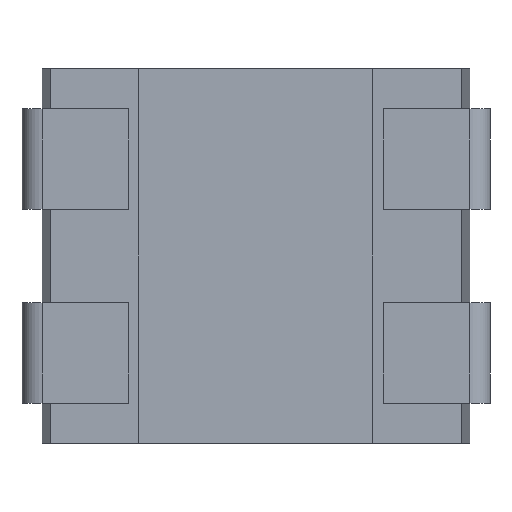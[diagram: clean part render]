
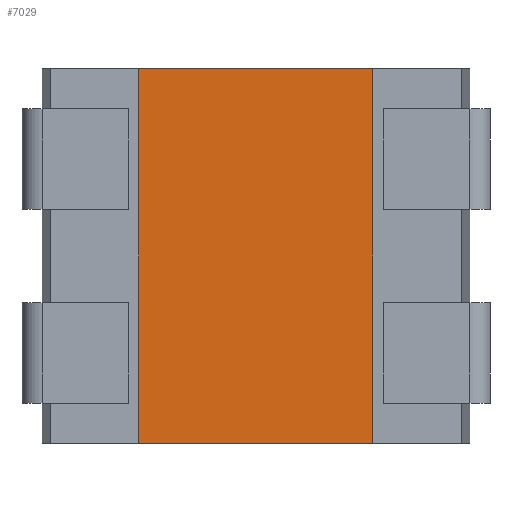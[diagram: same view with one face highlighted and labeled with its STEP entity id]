
A CAD part, front view. The second image highlights one B-rep face of the part: STEP entity #7029.
In plain terms, the highlighted free-form (B-spline) face has degree [1, 1] with [2, 2] control points.
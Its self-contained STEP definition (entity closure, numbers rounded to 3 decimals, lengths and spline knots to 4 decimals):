
#7029 = ADVANCED_FACE('',(#7030),#7044,.T.);
#7030 = FACE_BOUND('',#7031,.T.);
#7031 = EDGE_LOOP('',(#7032,#7054,#7069,#7084));
#7032 = ORIENTED_EDGE('',*,*,#7033,.T.);
#7033 = EDGE_CURVE('',#7034,#7036,#7038,.T.);
#7034 = VERTEX_POINT('',#7035);
#7035 = CARTESIAN_POINT('',(-0.875,-0.9,-1.4));
#7036 = VERTEX_POINT('',#7037);
#7037 = CARTESIAN_POINT('',(0.875,-0.9,-1.4));
#7038 = SURFACE_CURVE('',#7039,(#7043),.PCURVE_S1.);
#7039 = LINE('',#7040,#7041);
#7040 = CARTESIAN_POINT('',(-0.875,-0.9,-1.4));
#7041 = VECTOR('',#7042,1.);
#7042 = DIRECTION('',(1.,0.,0.));
#7043 = PCURVE('',#7044,#7049);
#7044 = B_SPLINE_SURFACE_WITH_KNOTS('',1,1,(
    (#7045,#7046)
    ,(#7047,#7048
    )),.UNSPECIFIED.,.F.,.F.,.F.,(2,2),(2,2),(0.,1.),(0.,1.),
  .PIECEWISE_BEZIER_KNOTS.);
#7045 = CARTESIAN_POINT('',(-0.875,-0.9,-1.4));
#7046 = CARTESIAN_POINT('',(-0.875,-0.9,1.4));
#7047 = CARTESIAN_POINT('',(0.875,-0.9,-1.4));
#7048 = CARTESIAN_POINT('',(0.875,-0.9,1.4));
#7049 = DEFINITIONAL_REPRESENTATION('',(#7050),#7053);
#7050 = B_SPLINE_CURVE_WITH_KNOTS('',1,(#7051,#7052),.UNSPECIFIED.,.F.,
  .F.,(2,2),(0.,1.75),.PIECEWISE_BEZIER_KNOTS.);
#7051 = CARTESIAN_POINT('',(0.,0.));
#7052 = CARTESIAN_POINT('',(1.,0.));
#7053 = ( GEOMETRIC_REPRESENTATION_CONTEXT(2) 
PARAMETRIC_REPRESENTATION_CONTEXT() REPRESENTATION_CONTEXT('2D SPACE',''
  ) );
#7054 = ORIENTED_EDGE('',*,*,#7055,.T.);
#7055 = EDGE_CURVE('',#7036,#7056,#7058,.T.);
#7056 = VERTEX_POINT('',#7057);
#7057 = CARTESIAN_POINT('',(0.875,-0.9,1.4));
#7058 = SURFACE_CURVE('',#7059,(#7063),.PCURVE_S1.);
#7059 = LINE('',#7060,#7061);
#7060 = CARTESIAN_POINT('',(0.875,-0.9,-1.4));
#7061 = VECTOR('',#7062,1.);
#7062 = DIRECTION('',(0.,0.,1.));
#7063 = PCURVE('',#7044,#7064);
#7064 = DEFINITIONAL_REPRESENTATION('',(#7065),#7068);
#7065 = B_SPLINE_CURVE_WITH_KNOTS('',1,(#7066,#7067),.UNSPECIFIED.,.F.,
  .F.,(2,2),(0.,2.8),.PIECEWISE_BEZIER_KNOTS.);
#7066 = CARTESIAN_POINT('',(1.,0.));
#7067 = CARTESIAN_POINT('',(1.,1.));
#7068 = ( GEOMETRIC_REPRESENTATION_CONTEXT(2) 
PARAMETRIC_REPRESENTATION_CONTEXT() REPRESENTATION_CONTEXT('2D SPACE',''
  ) );
#7069 = ORIENTED_EDGE('',*,*,#7070,.T.);
#7070 = EDGE_CURVE('',#7056,#7071,#7073,.T.);
#7071 = VERTEX_POINT('',#7072);
#7072 = CARTESIAN_POINT('',(-0.875,-0.9,1.4));
#7073 = SURFACE_CURVE('',#7074,(#7078),.PCURVE_S1.);
#7074 = LINE('',#7075,#7076);
#7075 = CARTESIAN_POINT('',(0.875,-0.9,1.4));
#7076 = VECTOR('',#7077,1.);
#7077 = DIRECTION('',(-1.,0.,0.));
#7078 = PCURVE('',#7044,#7079);
#7079 = DEFINITIONAL_REPRESENTATION('',(#7080),#7083);
#7080 = B_SPLINE_CURVE_WITH_KNOTS('',1,(#7081,#7082),.UNSPECIFIED.,.F.,
  .F.,(2,2),(0.,1.75),.PIECEWISE_BEZIER_KNOTS.);
#7081 = CARTESIAN_POINT('',(1.,1.));
#7082 = CARTESIAN_POINT('',(0.,1.));
#7083 = ( GEOMETRIC_REPRESENTATION_CONTEXT(2) 
PARAMETRIC_REPRESENTATION_CONTEXT() REPRESENTATION_CONTEXT('2D SPACE',''
  ) );
#7084 = ORIENTED_EDGE('',*,*,#7085,.T.);
#7085 = EDGE_CURVE('',#7071,#7034,#7086,.T.);
#7086 = SURFACE_CURVE('',#7087,(#7091),.PCURVE_S1.);
#7087 = LINE('',#7088,#7089);
#7088 = CARTESIAN_POINT('',(-0.875,-0.9,1.4));
#7089 = VECTOR('',#7090,1.);
#7090 = DIRECTION('',(0.,0.,-1.));
#7091 = PCURVE('',#7044,#7092);
#7092 = DEFINITIONAL_REPRESENTATION('',(#7093),#7096);
#7093 = B_SPLINE_CURVE_WITH_KNOTS('',1,(#7094,#7095),.UNSPECIFIED.,.F.,
  .F.,(2,2),(0.,2.8),.PIECEWISE_BEZIER_KNOTS.);
#7094 = CARTESIAN_POINT('',(0.,1.));
#7095 = CARTESIAN_POINT('',(0.,0.));
#7096 = ( GEOMETRIC_REPRESENTATION_CONTEXT(2) 
PARAMETRIC_REPRESENTATION_CONTEXT() REPRESENTATION_CONTEXT('2D SPACE',''
  ) );
